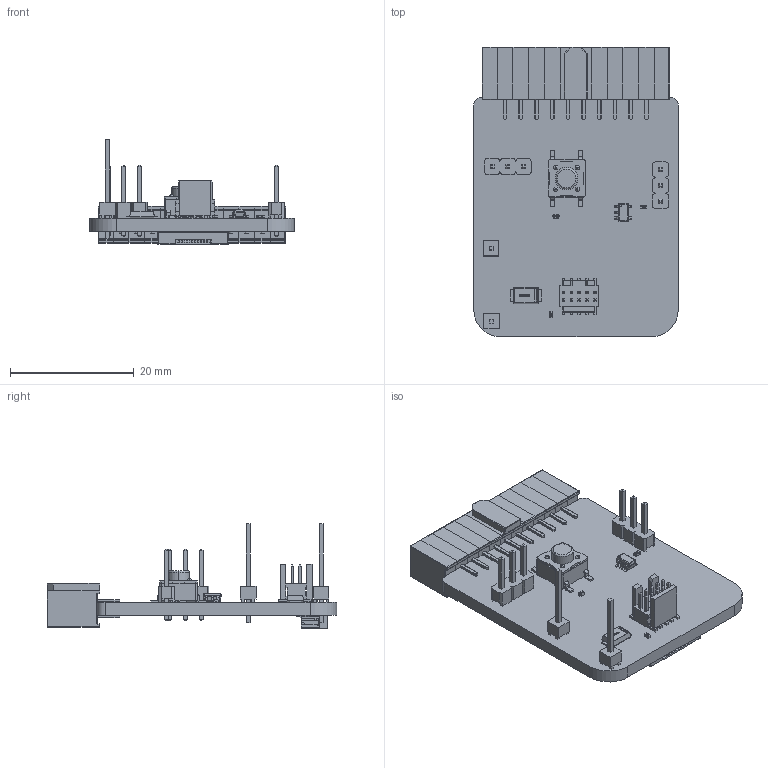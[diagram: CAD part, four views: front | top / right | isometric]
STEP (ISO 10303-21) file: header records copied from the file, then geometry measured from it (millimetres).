
FILE_DESCRIPTION(('Open CASCADE Model'),'2;1');
FILE_NAME('Open CASCADE Shape Model','2024-08-13T15:30:50',('Author'),( 'Open CASCADE'),'Open CASCADE STEP processor 7.5','Open CASCADE 7.5' ,'Unknown');
FILE_SCHEMA(('AUTOMOTIVE_DESIGN { 1 0 10303 214 1 1 1 1 }'));
Length unit declared in the file: millimetre
Products named in the file (46): PCB; Board; Open CASCADE STEP translator 7.5 1.1.1; J7; 68711014022; 6871xx14022_PIN; 6871xx14022_Patte; 6871xx14022_Patte_2; 68711014022_CAP; U1; NOPB; J6; HMTSW-101-22-S-S-400; HMTSW-101-22-S-400; HMTSW-101-22-S-S-400_body; J2; SFH11-xxPC-D10-ST-BK; body section with ST gold pins; end; Polarizing Key; SW1; PTS645SK50SMTR92LFS--3DModel-STEP-1; J5; Download_STP_61300311121 (rev1); 61300311121; 6130xx11121_PIN; J4; J3; J1; FTSH-105-01-L-DV-K; _FTSH-105-01-L-DV-K_body; _FTSH-105-01-L-DV-K_pins1; _FTSH-105-01-L-DV-K_pins2; D2; User Library-SOD128; D1; User Library-DIODE_SOD-923; C2; CAP-0402; BODY ...
Assembly tree (89 placements, depth 4):
  PCB
    Board
      Open CASCADE STEP translator 7.5 1.1.1
    J7
      68711014022
        68711014022
        6871xx14022_PIN  x10
        6871xx14022_Patte
        6871xx14022_Patte_2
        68711014022_CAP
    U1
      NOPB
    J6
      HMTSW-101-22-S-S-400
        HMTSW-101-22-S-400
        HMTSW-101-22-S-S-400_body
    J2
      SFH11-xxPC-D10-ST-BK
        body section with ST gold pins  x30
        end  x2
        Polarizing Key
    SW1
      PTS645SK50SMTR92LFS--3DModel-STEP-1
    J5
      Download_STP_61300311121 (rev1)
        61300311121
        6130xx11121_PIN  x3
    J4
      HMTSW-101-22-S-S-400
        HMTSW-101-22-S-400
        HMTSW-101-22-S-S-400_body
    J3
      Download_STP_61300311121 (rev1)
        61300311121
        6130xx11121_PIN  x3
    J1
      FTSH-105-01-L-DV-K
        _FTSH-105-01-L-DV-K_body
        _FTSH-105-01-L-DV-K_pins1
        _FTSH-105-01-L-DV-K_pins2
    D2
      User Library-SOD128
    D1
      User Library-DIODE_SOD-923
    C2
      CAP-0402
        BODY
        TERMINAL_1
        TERMINAL_2
        Imperial_case_code
        Metric_case_code
    C1
      CAP-0402
        BODY
        TERMINAL_1
        TERMINAL_2
        Imperial_case_code
        Metric_case_code
Bounding box: 33.02 x 46.83 x 16.94 mm (x, y, z)
Volume: 7015.8 mm3; surface area: 11803.8 mm2
Topology: 143 solids, 165 shells, 6895 faces, 16429 edges, 9342 vertices
Faces by surface type: plane 2748, cylinder 2567, sphere 806, bspline 756, torus 10, revolution 8
Entity records: 62487 total; most frequent: CARTESIAN_POINT 17674, ORIENTED_EDGE 8633, DIRECTION 7760, EDGE_CURVE 4411, LINE 3320, VECTOR 3320, VERTEX_POINT 2837, AXIS2_PLACEMENT_3D 2216
